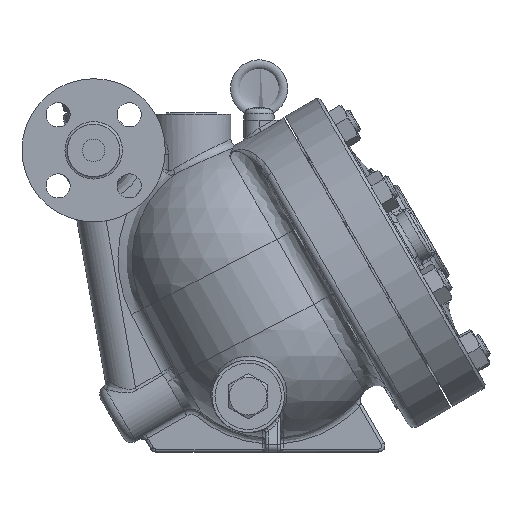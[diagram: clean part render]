
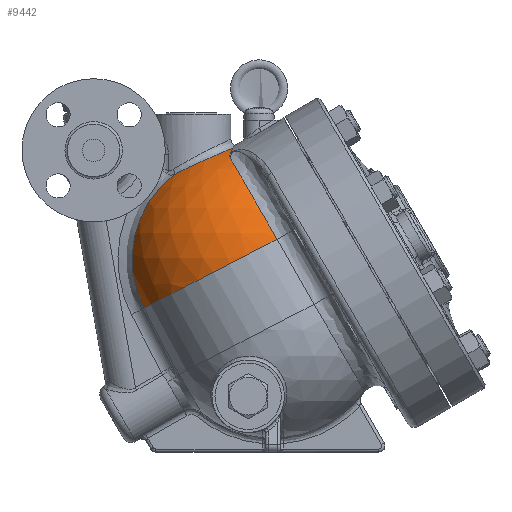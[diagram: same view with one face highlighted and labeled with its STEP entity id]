
A CAD part, front view. The second image highlights one B-rep face of the part: STEP entity #9442.
In plain terms, the highlighted spherical face has radius 75 mm.
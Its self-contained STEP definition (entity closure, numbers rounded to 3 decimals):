
#2738=CARTESIAN_POINT('',(25.401,-32.452,-4.841));
#2739=VERTEX_POINT('',#2738);
#2872=CARTESIAN_POINT('',(56.652,-69.219,-58.969));
#2873=VERTEX_POINT('',#2872);
#2874=CARTESIAN_POINT('',(55.978,0.,-57.803));
#2875=DIRECTION('',(0.866,0.,0.5));
#2876=DIRECTION('',(-0.01,-1.,0.017));
#2877=AXIS2_PLACEMENT_3D('',#2874,#2875,#2876);
#2878=CIRCLE('',#2877,69.232);
#2879=EDGE_CURVE('',#2739,#2873,#2878,.T.);
#4458=CARTESIAN_POINT('',(-31.633,-25.588,-104.587));
#4459=VERTEX_POINT('',#4458);
#4490=CARTESIAN_POINT('',(31.,0.0,-72.224));
#4491=DIRECTION('',(0.459,0.0,-0.888));
#4492=DIRECTION('',(-0.888,0.0,-0.459));
#4493=AXIS2_PLACEMENT_3D('',#4490,#4491,#4492);
#4494=CIRCLE('',#4493,75.);
#4495=EDGE_CURVE('',#2873,#4459,#4494,.T.);
#7661=CARTESIAN_POINT('',(27.249,-13.783,1.403));
#7662=VERTEX_POINT('',#7661);
#7686=CARTESIAN_POINT('',(25.623,-26.305,-2.194));
#7687=VERTEX_POINT('',#7686);
#7688=CARTESIAN_POINT('',(25.623,-26.305,-2.194));
#7689=CARTESIAN_POINT('',(26.154,-23.479,-1.092));
#7690=CARTESIAN_POINT('',(26.584,-20.46,-0.133));
#7691=CARTESIAN_POINT('',(26.914,-17.362,0.624));
#7692=CARTESIAN_POINT('',(27.04,-16.178,0.914));
#7693=CARTESIAN_POINT('',(27.151,-14.983,1.174));
#7694=CARTESIAN_POINT('',(27.249,-13.783,1.403));
#7695=B_SPLINE_CURVE_WITH_KNOTS('',3,(#7688,#7689,#7690,#7691,#7692,#7693,#7694),.UNSPECIFIED.,.F.,.U.,(4,3,4),(4.27,5.158,5.496),.UNSPECIFIED.);
#7696=EDGE_CURVE('',#7687,#7662,#7695,.T.);
#9149=CARTESIAN_POINT('',(25.401,-32.452,-4.841));
#9150=CARTESIAN_POINT('',(25.4,-32.432,-4.831));
#9151=CARTESIAN_POINT('',(25.399,-32.411,-4.821));
#9152=CARTESIAN_POINT('',(25.318,-30.728,-4.019));
#9153=CARTESIAN_POINT('',(25.319,-29.245,-3.381));
#9154=CARTESIAN_POINT('',(25.455,-27.435,-2.64));
#9155=CARTESIAN_POINT('',(25.519,-26.858,-2.41));
#9156=CARTESIAN_POINT('',(25.623,-26.305,-2.194));
#9157=B_SPLINE_CURVE_WITH_KNOTS('',3,(#9149,#9150,#9151,#9152,#9153,#9154,#9155,#9156),.UNSPECIFIED.,.F.,.U.,(4,2,2,4),(-0.007,0.0,0.553,0.796),.UNSPECIFIED.);
#9158=EDGE_CURVE('',#7687,#2739,#9157,.F.);
#9368=CARTESIAN_POINT('',(-11.609,-25.588,-16.057));
#9369=VERTEX_POINT('',#9368);
#9398=CARTESIAN_POINT('',(31.,-25.588,-72.224));
#9399=DIRECTION('',(0.0,1.,0.0));
#9400=DIRECTION('',(-0.984,0.0,0.178));
#9401=AXIS2_PLACEMENT_3D('',#9398,#9399,#9400);
#9402=CIRCLE('',#9401,70.5);
#9403=EDGE_CURVE('',#4459,#9369,#9402,.T.);
#9408=CARTESIAN_POINT('',(31.,0.0,-72.224));
#9409=DIRECTION('',(0.0,0.0,1.0));
#9410=DIRECTION('',(1.0,0.0,0.0));
#9411=AXIS2_PLACEMENT_3D('',#9408,#9409,#9410);
#9412=SPHERICAL_SURFACE('',#9411,75.0);
#9413=CARTESIAN_POINT('',(-11.609,-25.588,-16.057));
#9414=CARTESIAN_POINT('',(-10.4,-26.224,-15.429));
#9415=CARTESIAN_POINT('',(-8.527,-27.043,-14.473));
#9416=CARTESIAN_POINT('',(-5.964,-27.858,-13.196));
#9417=CARTESIAN_POINT('',(-3.334,-28.497,-11.908));
#9418=CARTESIAN_POINT('',(-0.636,-28.857,-10.617));
#9419=CARTESIAN_POINT('',(2.085,-28.93,-9.346));
#9420=CARTESIAN_POINT('',(4.347,-28.831,-8.304));
#9421=CARTESIAN_POINT('',(6.821,-28.518,-7.185));
#9422=CARTESIAN_POINT('',(10.41,-27.715,-5.59));
#9423=CARTESIAN_POINT('',(13.895,-26.388,-4.084));
#9424=CARTESIAN_POINT('',(17.151,-24.572,-2.709));
#9425=CARTESIAN_POINT('',(20.27,-22.412,-1.41));
#9426=CARTESIAN_POINT('',(22.729,-20.101,-0.407));
#9427=CARTESIAN_POINT('',(24.569,-17.879,0.334));
#9428=CARTESIAN_POINT('',(25.731,-16.324,0.8));
#9429=CARTESIAN_POINT('',(26.61,-14.939,1.15));
#9430=CARTESIAN_POINT('',(27.168,-13.931,1.371));
#9431=CARTESIAN_POINT('',(27.249,-13.783,1.403));
#9432=B_SPLINE_CURVE_WITH_KNOTS('',3,(#9413,#9414,#9415,#9416,#9417,#9418,#9419,#9420,#9421,#9422,#9423,#9424,#9425,#9426,#9427,#9428,#9429,#9430,#9431),.UNSPECIFIED.,.F.,.U.,(4,1,1,1,1,1,1,1,1,1,1,1,1,1,1,1,4),(11.19,11.665,11.902,12.14,12.615,12.852,13.089,13.406,13.722,14.356,14.672,14.989,15.622,15.78,15.938,16.255,16.309),.UNSPECIFIED.);
#9433=EDGE_CURVE('',#9369,#7662,#9432,.T.);
#9434=ORIENTED_EDGE('',*,*,#9433,.F.);
#9435=ORIENTED_EDGE('',*,*,#9403,.F.);
#9436=ORIENTED_EDGE('',*,*,#4495,.F.);
#9437=ORIENTED_EDGE('',*,*,#2879,.F.);
#9438=ORIENTED_EDGE('',*,*,#9158,.F.);
#9439=ORIENTED_EDGE('',*,*,#7696,.T.);
#9440=EDGE_LOOP('',(#9434,#9435,#9436,#9437,#9438,#9439));
#9441=FACE_OUTER_BOUND('',#9440,.T.);
#9442=ADVANCED_FACE('',(#9441),#9412,.T.);
